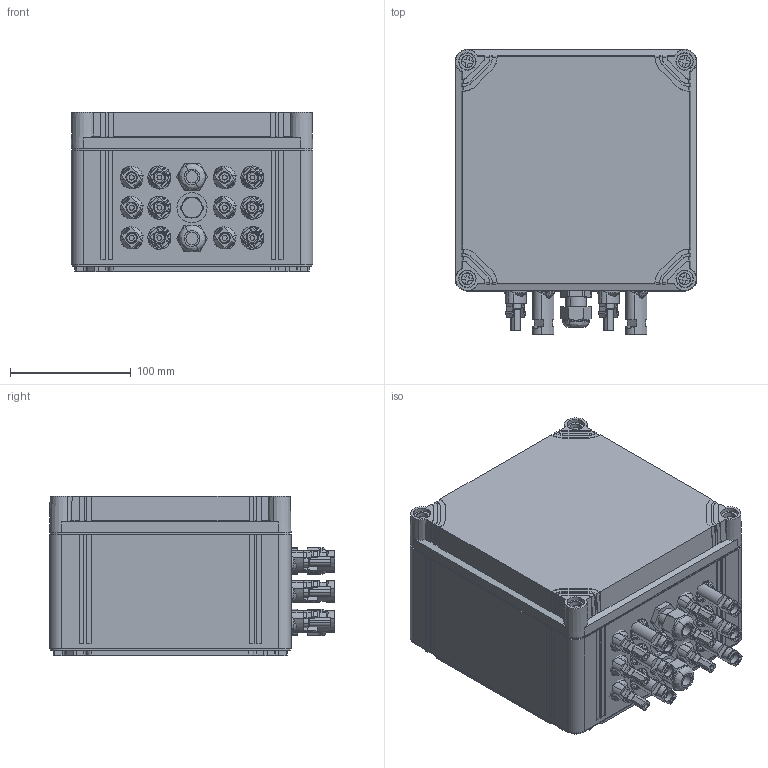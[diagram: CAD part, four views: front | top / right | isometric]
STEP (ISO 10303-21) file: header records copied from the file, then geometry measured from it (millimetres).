
FILE_DESCRIPTION(('CATIA V5 STEP Exchange','CAx-IF Rec.Pracs.--- Model Styling and Organization---1.4--- 2014-01-23'),'2;1');
FILE_NAME ('1467920-3_0', '2023-04-26T04:26:56+00:00', ('none'), ('Weidmueller'), 'CATIA Version 5-6 Release 2016 SP3 HF44', 'CATIA V5 STEP AP214', 'none');
FILE_SCHEMA(('AUTOMOTIVE_DESIGN { 1 0 10303 214 1 1 1 1 }'));
Products named in the file (1): S3D_PVN_3I_3O_1MPP_WM4_11
Bounding box: 200 x 236.03 x 132 mm (x, y, z)
Volume: 5114177.6 mm3; surface area: 342059.6 mm2
Topology: 21 solids, 21 shells, 1749 faces, 5286 edges, 3666 vertices
Faces by surface type: plane 1013, cylinder 502, cone 148, extrusion 48, sphere 18, revolution 12, torus 4, bspline 4
Entity records: 61497 total; most frequent: CARTESIAN_POINT 17500, ORIENTED_EDGE 10568, DIRECTION 5994, EDGE_CURVE 5284, VERTEX_POINT 3666, VECTOR 2586, LINE 2538, AXIS2_PLACEMENT_3D 2392
